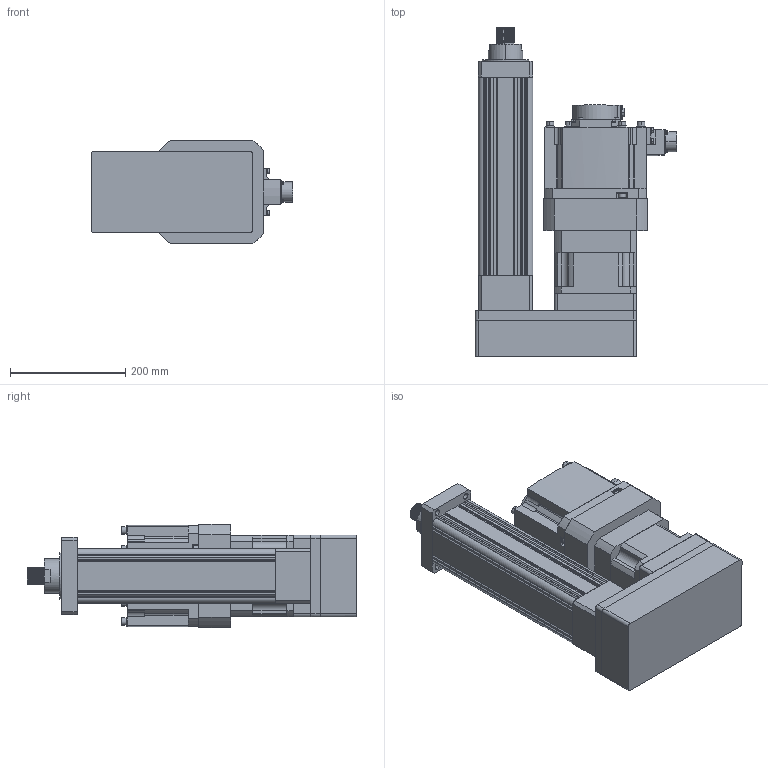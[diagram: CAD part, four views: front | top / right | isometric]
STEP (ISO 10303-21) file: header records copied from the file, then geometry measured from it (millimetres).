
FILE_DESCRIPTION (( 'STEP AP203' ), '1' );
FILE_NAME ('RLA95-10QF-22KN-R200-100mm-s.STEP', '2024-11-11T06:56:51', ( '微软用户' ), ( '微软中国' ), 'SwSTEP 2.0', 'SolidWorks 2022', '' );
FILE_SCHEMA (( 'CONFIG_CONTROL_DESIGN' ));
Length unit declared in the file: millimetre
Products named in the file (5): 95缸行程200折叠前法兰安装; 零件61^RLA95-10QF-22KN-R200-100mm-s; hg-sn302j_-s100_(4); PGH142(新款单级35-114.3-200-M12); RLA95-10QF-22KN-R200-100mm-s
Assembly tree (4 placements, depth 2):
  RLA95-10QF-22KN-R200-100mm-s
    95缸行程200折叠前法兰安装
    PGH142(新款单级35-114.3-200-M12)
    hg-sn302j_-s100_(4)
    零件61^RLA95-10QF-22KN-R200-100mm-s
Bounding box: 349.85 x 573 x 180 mm (x, y, z)
Volume: 13012497.7 mm3; surface area: 1019690.1 mm2
Topology: 6 solids, 7 shells, 789 faces, 1967 edges, 1295 vertices
Faces by surface type: plane 391, cylinder 383, cone 13, bspline 2
Entity records: 26702 total; most frequent: CARTESIAN_POINT 6751, DIRECTION 4206, ORIENTED_EDGE 3930, EDGE_CURVE 1965, AXIS2_PLACEMENT_3D 1531, VERTEX_POINT 1295, VECTOR 1144, LINE 1144
